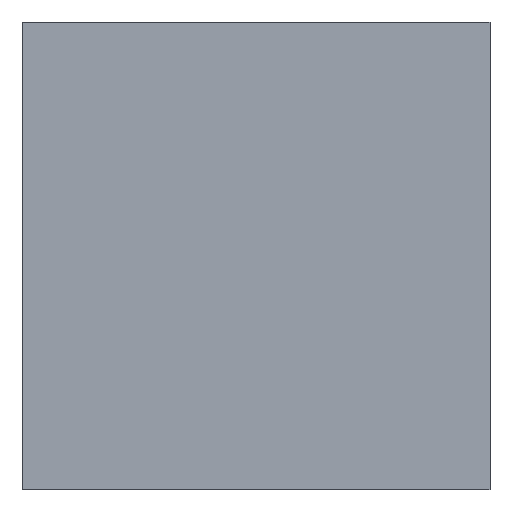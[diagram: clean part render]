
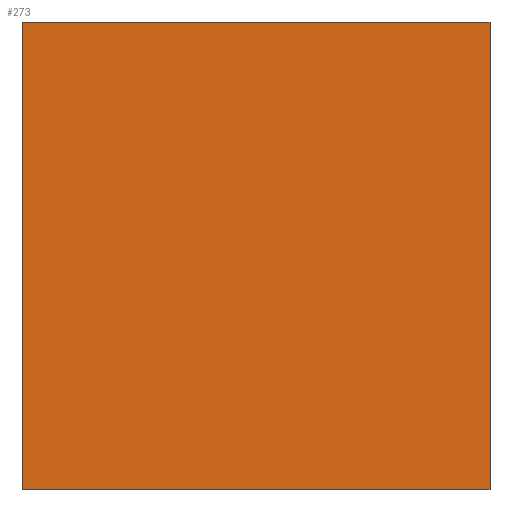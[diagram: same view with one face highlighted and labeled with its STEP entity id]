
A CAD part, left-side view. The second image highlights one B-rep face of the part: STEP entity #273.
In plain terms, the highlighted planar face has unit normal (-1, 0, 0).
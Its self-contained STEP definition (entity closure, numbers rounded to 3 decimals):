
#162=CARTESIAN_POINT('',(-12.175,-11.961,15.0));
#163=VERTEX_POINT('',#162);
#170=CARTESIAN_POINT('',(-12.175,-11.961,0.0));
#171=VERTEX_POINT('',#170);
#172=CARTESIAN_POINT('',(-12.175,-11.961,0.0));
#173=DIRECTION('',(0.0,0.0,1.0));
#174=VECTOR('',#173,15.0);
#175=LINE('',#172,#174);
#176=EDGE_CURVE('',#171,#163,#175,.T.);
#243=CARTESIAN_POINT('',(-12.175,-11.961,0.0));
#244=DIRECTION('',(-1.0,0.0,0.0));
#245=DIRECTION('',(0.0,0.0,1.0));
#246=AXIS2_PLACEMENT_3D('',#243,#244,#245);
#247=PLANE('',#246);
#248=CARTESIAN_POINT('',(-12.175,3.039,15.0));
#249=VERTEX_POINT('',#248);
#250=CARTESIAN_POINT('',(-12.175,-11.961,15.0));
#251=DIRECTION('',(0.0,1.0,0.0));
#252=VECTOR('',#251,15.);
#253=LINE('',#250,#252);
#254=EDGE_CURVE('',#163,#249,#253,.T.);
#255=ORIENTED_EDGE('',*,*,#254,.T.);
#256=CARTESIAN_POINT('',(-12.175,3.039,0.0));
#257=VERTEX_POINT('',#256);
#258=CARTESIAN_POINT('',(-12.175,3.039,0.0));
#259=DIRECTION('',(0.0,0.0,1.0));
#260=VECTOR('',#259,15.0);
#261=LINE('',#258,#260);
#262=EDGE_CURVE('',#257,#249,#261,.T.);
#263=ORIENTED_EDGE('',*,*,#262,.F.);
#264=CARTESIAN_POINT('',(-12.175,3.039,0.0));
#265=DIRECTION('',(0.0,-1.0,0.0));
#266=VECTOR('',#265,15.);
#267=LINE('',#264,#266);
#268=EDGE_CURVE('',#257,#171,#267,.T.);
#269=ORIENTED_EDGE('',*,*,#268,.T.);
#270=ORIENTED_EDGE('',*,*,#176,.T.);
#271=EDGE_LOOP('',(#255,#263,#269,#270));
#272=FACE_OUTER_BOUND('',#271,.T.);
#273=ADVANCED_FACE('',(#272),#247,.T.);
